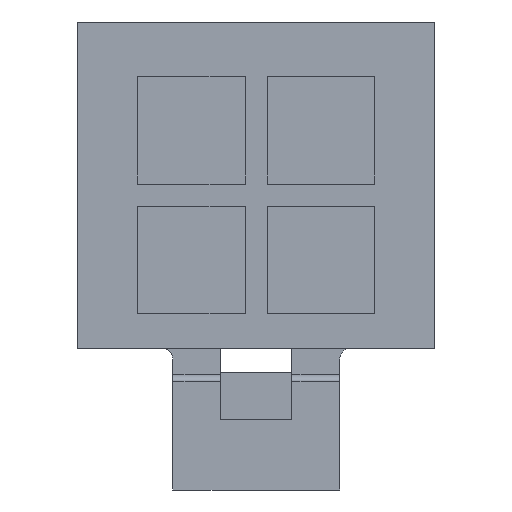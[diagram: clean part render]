
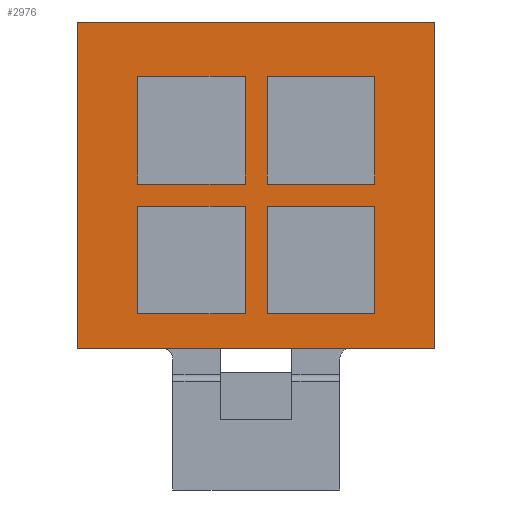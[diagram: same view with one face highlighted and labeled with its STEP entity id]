
A CAD part, front view. The second image highlights one B-rep face of the part: STEP entity #2976.
In plain terms, the highlighted planar face has unit normal (0, -1, 0).
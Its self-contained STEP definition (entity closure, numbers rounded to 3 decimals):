
#579=DIRECTION('',(1.,0.,0.));
#580=VECTOR('',#579,8.27);
#581=CARTESIAN_POINT('',(-4.14,-4.,-3.42));
#582=LINE('',#581,#580);
#910=DIRECTION('',(0.,0.,1.));
#911=VECTOR('',#910,7.55);
#912=CARTESIAN_POINT('',(-4.14,-4.,-3.42));
#913=LINE('',#912,#911);
#926=DIRECTION('',(0.,0.,-1.));
#927=VECTOR('',#926,7.55);
#928=CARTESIAN_POINT('',(4.13,-4.,4.13));
#929=LINE('',#928,#927);
#943=DIRECTION('',(1.,0.,0.));
#944=VECTOR('',#943,8.27);
#945=CARTESIAN_POINT('',(-4.14,-4.,4.13));
#946=LINE('',#945,#944);
#947=DIRECTION('',(0.,0.,1.));
#948=VECTOR('',#947,2.49);
#949=CARTESIAN_POINT('',(-0.255,-4.,-2.62));
#950=LINE('',#949,#948);
#951=DIRECTION('',(-1.,0.,0.));
#952=VECTOR('',#951,2.49);
#953=CARTESIAN_POINT('',(-0.255,-4.,-0.13));
#954=LINE('',#953,#952);
#955=DIRECTION('',(0.,0.,-1.));
#956=VECTOR('',#955,2.49);
#957=CARTESIAN_POINT('',(-2.745,-4.,-0.13));
#958=LINE('',#957,#956);
#959=DIRECTION('',(1.,0.,0.));
#960=VECTOR('',#959,2.49);
#961=CARTESIAN_POINT('',(-2.745,-4.,-2.62));
#962=LINE('',#961,#960);
#963=DIRECTION('',(0.,0.,1.));
#964=VECTOR('',#963,2.49);
#965=CARTESIAN_POINT('',(-0.255,-4.,0.38));
#966=LINE('',#965,#964);
#967=DIRECTION('',(-1.,0.,0.));
#968=VECTOR('',#967,2.49);
#969=CARTESIAN_POINT('',(-0.255,-4.,2.87));
#970=LINE('',#969,#968);
#971=DIRECTION('',(0.,0.,-1.));
#972=VECTOR('',#971,2.49);
#973=CARTESIAN_POINT('',(-2.745,-4.,2.87));
#974=LINE('',#973,#972);
#975=DIRECTION('',(1.,0.,0.));
#976=VECTOR('',#975,2.49);
#977=CARTESIAN_POINT('',(-2.745,-4.,0.38));
#978=LINE('',#977,#976);
#979=DIRECTION('',(0.,0.,1.));
#980=VECTOR('',#979,2.49);
#981=CARTESIAN_POINT('',(2.745,-4.,-2.62));
#982=LINE('',#981,#980);
#983=DIRECTION('',(-1.,0.,0.));
#984=VECTOR('',#983,2.49);
#985=CARTESIAN_POINT('',(2.745,-4.,-0.13));
#986=LINE('',#985,#984);
#987=DIRECTION('',(0.,0.,-1.));
#988=VECTOR('',#987,2.49);
#989=CARTESIAN_POINT('',(0.255,-4.,-0.13));
#990=LINE('',#989,#988);
#991=DIRECTION('',(1.,0.,0.));
#992=VECTOR('',#991,2.49);
#993=CARTESIAN_POINT('',(0.255,-4.,-2.62));
#994=LINE('',#993,#992);
#995=DIRECTION('',(0.,0.,1.));
#996=VECTOR('',#995,2.49);
#997=CARTESIAN_POINT('',(2.745,-4.,0.38));
#998=LINE('',#997,#996);
#999=DIRECTION('',(-1.,0.,0.));
#1000=VECTOR('',#999,2.49);
#1001=CARTESIAN_POINT('',(2.745,-4.,2.87));
#1002=LINE('',#1001,#1000);
#1003=DIRECTION('',(0.,0.,-1.));
#1004=VECTOR('',#1003,2.49);
#1005=CARTESIAN_POINT('',(0.255,-4.,2.87));
#1006=LINE('',#1005,#1004);
#1007=DIRECTION('',(1.,0.,0.));
#1008=VECTOR('',#1007,2.49);
#1009=CARTESIAN_POINT('',(0.255,-4.,0.38));
#1010=LINE('',#1009,#1008);
#1387=CARTESIAN_POINT('',(-4.14,-4.,-3.42));
#1388=VERTEX_POINT('',#1387);
#1389=CARTESIAN_POINT('',(-4.14,-4.,4.13));
#1390=VERTEX_POINT('',#1389);
#1397=CARTESIAN_POINT('',(4.13,-4.,-3.42));
#1399=VERTEX_POINT('',#1397);
#1405=CARTESIAN_POINT('',(4.13,-4.,4.13));
#1406=VERTEX_POINT('',#1405);
#1487=CARTESIAN_POINT('',(-0.255,-4.,-2.62));
#1488=CARTESIAN_POINT('',(-0.255,-4.,-0.13));
#1489=VERTEX_POINT('',#1487);
#1490=VERTEX_POINT('',#1488);
#1491=CARTESIAN_POINT('',(-2.745,-4.,-0.13));
#1492=VERTEX_POINT('',#1491);
#1493=CARTESIAN_POINT('',(-2.745,-4.,-2.62));
#1494=VERTEX_POINT('',#1493);
#1495=CARTESIAN_POINT('',(-0.255,-4.,0.38));
#1496=CARTESIAN_POINT('',(-0.255,-4.,2.87));
#1497=VERTEX_POINT('',#1495);
#1498=VERTEX_POINT('',#1496);
#1499=CARTESIAN_POINT('',(-2.745,-4.,2.87));
#1500=VERTEX_POINT('',#1499);
#1501=CARTESIAN_POINT('',(-2.745,-4.,0.38));
#1502=VERTEX_POINT('',#1501);
#1519=CARTESIAN_POINT('',(2.745,-4.,-2.62));
#1520=CARTESIAN_POINT('',(2.745,-4.,-0.13));
#1521=VERTEX_POINT('',#1519);
#1522=VERTEX_POINT('',#1520);
#1523=CARTESIAN_POINT('',(0.255,-4.,-0.13));
#1524=VERTEX_POINT('',#1523);
#1525=CARTESIAN_POINT('',(0.255,-4.,-2.62));
#1526=VERTEX_POINT('',#1525);
#1527=CARTESIAN_POINT('',(2.745,-4.,0.38));
#1528=CARTESIAN_POINT('',(2.745,-4.,2.87));
#1529=VERTEX_POINT('',#1527);
#1530=VERTEX_POINT('',#1528);
#1531=CARTESIAN_POINT('',(0.255,-4.,2.87));
#1532=VERTEX_POINT('',#1531);
#1533=CARTESIAN_POINT('',(0.255,-4.,0.38));
#1534=VERTEX_POINT('',#1533);
#2924=CARTESIAN_POINT('',(3.42,-4.,4.13));
#2925=DIRECTION('',(0.,-1.,0.));
#2926=DIRECTION('',(0.,0.,-1.));
#2927=AXIS2_PLACEMENT_3D('',#2924,#2925,#2926);
#2928=PLANE('',#2927);
#2929=ORIENTED_EDGE('',*,*,#2461,.F.);
#2930=ORIENTED_EDGE('',*,*,#2889,.T.);
#2932=ORIENTED_EDGE('',*,*,#2931,.T.);
#2933=ORIENTED_EDGE('',*,*,#2915,.T.);
#2934=EDGE_LOOP('',(#2929,#2930,#2932,#2933));
#2935=FACE_OUTER_BOUND('',#2934,.F.);
#2937=ORIENTED_EDGE('',*,*,#2936,.T.);
#2939=ORIENTED_EDGE('',*,*,#2938,.T.);
#2941=ORIENTED_EDGE('',*,*,#2940,.T.);
#2943=ORIENTED_EDGE('',*,*,#2942,.T.);
#2944=EDGE_LOOP('',(#2937,#2939,#2941,#2943));
#2945=FACE_BOUND('',#2944,.F.);
#2947=ORIENTED_EDGE('',*,*,#2946,.T.);
#2949=ORIENTED_EDGE('',*,*,#2948,.T.);
#2951=ORIENTED_EDGE('',*,*,#2950,.T.);
#2953=ORIENTED_EDGE('',*,*,#2952,.T.);
#2954=EDGE_LOOP('',(#2947,#2949,#2951,#2953));
#2955=FACE_BOUND('',#2954,.F.);
#2957=ORIENTED_EDGE('',*,*,#2956,.T.);
#2959=ORIENTED_EDGE('',*,*,#2958,.T.);
#2961=ORIENTED_EDGE('',*,*,#2960,.T.);
#2963=ORIENTED_EDGE('',*,*,#2962,.T.);
#2964=EDGE_LOOP('',(#2957,#2959,#2961,#2963));
#2965=FACE_BOUND('',#2964,.F.);
#2967=ORIENTED_EDGE('',*,*,#2966,.T.);
#2969=ORIENTED_EDGE('',*,*,#2968,.T.);
#2971=ORIENTED_EDGE('',*,*,#2970,.T.);
#2973=ORIENTED_EDGE('',*,*,#2972,.T.);
#2974=EDGE_LOOP('',(#2967,#2969,#2971,#2973));
#2975=FACE_BOUND('',#2974,.F.);
#2976=ADVANCED_FACE('',(#2935,#2945,#2955,#2965,#2975),#2928,.T.);
#2461=EDGE_CURVE('',#1388,#1399,#582,.T.);
#2889=EDGE_CURVE('',#1388,#1390,#913,.T.);
#2915=EDGE_CURVE('',#1406,#1399,#929,.T.);
#2931=EDGE_CURVE('',#1390,#1406,#946,.T.);
#2936=EDGE_CURVE('',#1489,#1490,#950,.T.);
#2938=EDGE_CURVE('',#1490,#1492,#954,.T.);
#2940=EDGE_CURVE('',#1492,#1494,#958,.T.);
#2942=EDGE_CURVE('',#1494,#1489,#962,.T.);
#2946=EDGE_CURVE('',#1497,#1498,#966,.T.);
#2948=EDGE_CURVE('',#1498,#1500,#970,.T.);
#2950=EDGE_CURVE('',#1500,#1502,#974,.T.);
#2952=EDGE_CURVE('',#1502,#1497,#978,.T.);
#2956=EDGE_CURVE('',#1521,#1522,#982,.T.);
#2958=EDGE_CURVE('',#1522,#1524,#986,.T.);
#2960=EDGE_CURVE('',#1524,#1526,#990,.T.);
#2962=EDGE_CURVE('',#1526,#1521,#994,.T.);
#2966=EDGE_CURVE('',#1529,#1530,#998,.T.);
#2968=EDGE_CURVE('',#1530,#1532,#1002,.T.);
#2970=EDGE_CURVE('',#1532,#1534,#1006,.T.);
#2972=EDGE_CURVE('',#1534,#1529,#1010,.T.);
